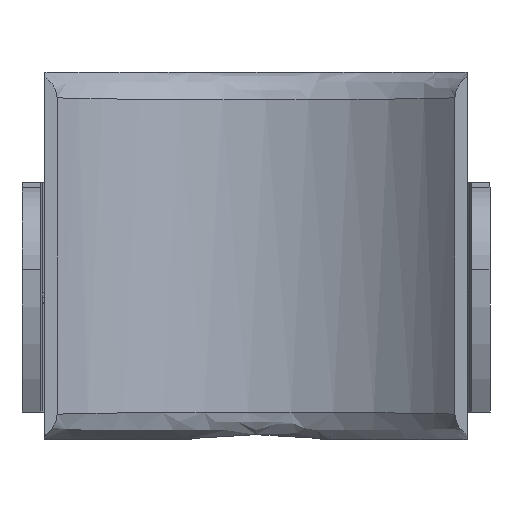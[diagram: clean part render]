
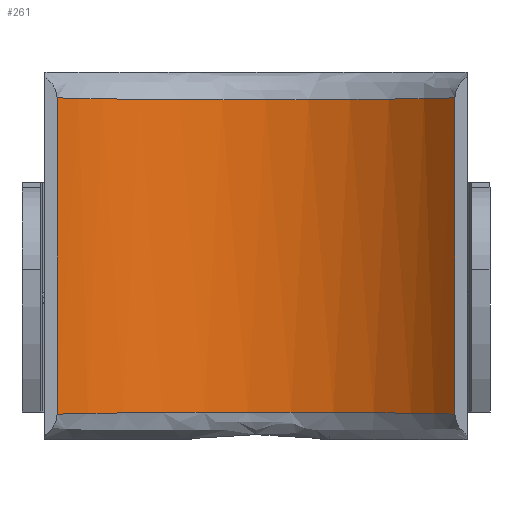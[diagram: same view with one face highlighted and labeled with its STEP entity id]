
A CAD part, front view. The second image highlights one B-rep face of the part: STEP entity #261.
In plain terms, the highlighted cylindrical face has radius 28.5 mm (diameter 57 mm), a partial arc.
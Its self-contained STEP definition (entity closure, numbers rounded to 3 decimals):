
#110 = CARTESIAN_POINT ( 'NONE',  ( 15.557, -4.598, 17.11 ) ) ;
#144 = CARTESIAN_POINT ( 'NONE',  ( -2.07, 0., 17.042 ) ) ;
#167 = CARTESIAN_POINT ( 'NONE',  ( -19.173, -7.407, 17.169 ) ) ;
#226 = CARTESIAN_POINT ( 'NONE',  ( -17.999, -6.397, -17.146 ) ) ;
#261 = ADVANCED_FACE ( 'NONE', ( #3414 ), #3355, .F. ) ;
#494 = CARTESIAN_POINT ( 'NONE',  ( 13.779, -3.547, -17.092 ) ) ;
#567 = CARTESIAN_POINT ( 'NONE',  ( 0., -28.5, 20. ) ) ;
#708 = DIRECTION ( 'NONE',  ( -1., 0., 0. ) ) ;
#720 = CARTESIAN_POINT ( 'NONE',  ( 13.779, -3.547, 17.092 ) ) ;
#743 = CARTESIAN_POINT ( 'NONE',  ( -7.095, -0.878, 17.052 ) ) ;
#772 = CARTESIAN_POINT ( 'NONE',  ( -21.008, -9.213, 17.213 ) ) ;
#804 = AXIS2_PLACEMENT_3D ( 'NONE', #567, #972, #708 ) ;
#828 = CARTESIAN_POINT ( 'NONE',  ( -15.54, -4.52, -17.108 ) ) ;
#951 = EDGE_CURVE ( 'NONE', #4513, #6472, #1813, .T. ) ;
#958 = CARTESIAN_POINT ( 'NONE',  ( 21.679, -10., 20. ) ) ;
#972 = DIRECTION ( 'NONE',  ( 0., 0., -1. ) ) ;
#1105 = CARTESIAN_POINT ( 'NONE',  ( 15.557, -4.598, -17.11 ) ) ;
#1310 = CARTESIAN_POINT ( 'NONE',  ( 12.41, -2.839, 17.08 ) ) ;
#1334 = CARTESIAN_POINT ( 'NONE',  ( -9.551, -1.643, 17.063 ) ) ;
#1401 = CARTESIAN_POINT ( 'NONE',  ( -11.465, -2.403, -17.074 ) ) ;
#1629 = CARTESIAN_POINT ( 'NONE',  ( 2.064, -0.056, -17.043 ) ) ;
#1654 = CARTESIAN_POINT ( 'NONE',  ( 18.848, -7.025, -17.159 ) ) ;
#1758 = VECTOR ( 'NONE', #6049, 1000. ) ;
#1813 = LINE ( 'NONE', #5035, #1758 ) ;
#1853 = CARTESIAN_POINT ( 'NONE',  ( 8.154, -1.114, 17.055 ) ) ;
#1873 = ORIENTED_EDGE ( 'NONE', *, *, #6450, .T. ) ;
#1884 = CARTESIAN_POINT ( 'NONE',  ( -10.994, -2.201, 17.071 ) ) ;
#1935 = CARTESIAN_POINT ( 'NONE',  ( -21.008, -9.213, -17.213 ) ) ;
#1962 = CARTESIAN_POINT ( 'NONE',  ( -10.038, -1.821, -17.065 ) ) ;
#2142 = ORIENTED_EDGE ( 'NONE', *, *, #6498, .T. ) ;
#2212 = CARTESIAN_POINT ( 'NONE',  ( 4.111, -0.293, -17.045 ) ) ;
#2215 = LINE ( 'NONE', #958, #4221 ) ;
#2241 = CARTESIAN_POINT ( 'NONE',  ( 21.679, -10., -17.234 ) ) ;
#2415 = CARTESIAN_POINT ( 'NONE',  ( 20.336, -8.426, 17.191 ) ) ;
#2442 = CARTESIAN_POINT ( 'NONE',  ( 5.129, -0.461, 17.047 ) ) ;
#2454 = CARTESIAN_POINT ( 'NONE',  ( 21.679, -10., 17.234 ) ) ;
#2467 = CARTESIAN_POINT ( 'NONE',  ( -13.787, -3.473, 17.09 ) ) ;
#2526 = CARTESIAN_POINT ( 'NONE',  ( -8.083, -1.151, -17.056 ) ) ;
#2623 = ORIENTED_EDGE ( 'NONE', *, *, #3536, .F. ) ;
#2717 = CARTESIAN_POINT ( 'NONE',  ( -21.679, -10., -17.234 ) ) ;
#2775 = CARTESIAN_POINT ( 'NONE',  ( 5.638, -0.559, -17.049 ) ) ;
#3000 = CARTESIAN_POINT ( 'NONE',  ( 3.6, -0.224, 17.045 ) ) ;
#3022 = CARTESIAN_POINT ( 'NONE',  ( -17.594, -6.073, 17.139 ) ) ;
#3064 = CARTESIAN_POINT ( 'NONE',  ( -20.297, -8.466, -17.194 ) ) ;
#3093 = CARTESIAN_POINT ( 'NONE',  ( -4.102, -0.223, -17.044 ) ) ;
#3194 = DIRECTION ( 'NONE',  ( 0., 0., -1. ) ) ;
#3243 = CARTESIAN_POINT ( 'NONE',  ( 21.679, -10., -17.234 ) ) ;
#3338 = CARTESIAN_POINT ( 'NONE',  ( 10.089, -1.767, -17.064 ) ) ;
#3355 = CYLINDRICAL_SURFACE ( 'NONE', #804, 28.5 ) ;
#3388 = B_SPLINE_CURVE_WITH_KNOTS ( 'NONE', 3,
 ( #5187, #2415, #6979, #3534, #110, #4086, #720, #4637, #1310, #5214, #1853, #5810, #2442, #6396, #3000, #6999, #3559, #144, #4109, #743, #4665, #1334, #5239, #1884, #5837, #2467, #6421, #3022, #7031, #3581, #167, #4140, #772, #4685 ),
 .UNSPECIFIED., .F., .F.,
 ( 4, 2, 2, 2, 2, 2, 2, 2, 2, 2, 2, 2, 2, 2, 2, 2, 4 ),
 ( 0., 0.006, 0.009, 0.011, 0.012, 0.018, 0.02, 0.021, 0.024, 0.031, 0.034, 0.035, 0.037, 0.043, 0.044, 0.046, 0.049 ),
 .UNSPECIFIED. ) ;
#3414 = FACE_OUTER_BOUND ( 'NONE', #6822, .T. ) ;
#3534 = CARTESIAN_POINT ( 'NONE',  ( 16.407, -5.174, 17.121 ) ) ;
#3536 = EDGE_CURVE ( 'NONE', #5655, #7464, #2215, .T. ) ;
#3559 = CARTESIAN_POINT ( 'NONE',  ( 1.034, 0., 17.042 ) ) ;
#3581 = CARTESIAN_POINT ( 'NONE',  ( -18.788, -7.063, 17.161 ) ) ;
#3634 = CARTESIAN_POINT ( 'NONE',  ( -18.788, -7.063, -17.161 ) ) ;
#3651 = CARTESIAN_POINT ( 'NONE',  ( 1.034, 0., -17.042 ) ) ;
#3882 = CARTESIAN_POINT ( 'NONE',  ( 12.87, -3.066, -17.084 ) ) ;
#4086 = CARTESIAN_POINT ( 'NONE',  ( 14.229, -3.801, 17.096 ) ) ;
#4109 = CARTESIAN_POINT ( 'NONE',  ( -4.102, -0.223, 17.044 ) ) ;
#4140 = CARTESIAN_POINT ( 'NONE',  ( -20.297, -8.466, 17.194 ) ) ;
#4184 = CARTESIAN_POINT ( 'NONE',  ( -17.594, -6.073, -17.139 ) ) ;
#4221 = VECTOR ( 'NONE', #3194, 1000. ) ;
#4445 = CARTESIAN_POINT ( 'NONE',  ( 14.229, -3.801, -17.096 ) ) ;
#4513 = VERTEX_POINT ( 'NONE', #2717 ) ;
#4637 = CARTESIAN_POINT ( 'NONE',  ( 12.87, -3.066, 17.084 ) ) ;
#4665 = CARTESIAN_POINT ( 'NONE',  ( -8.083, -1.151, 17.056 ) ) ;
#4685 = CARTESIAN_POINT ( 'NONE',  ( -21.679, -10., 17.234 ) ) ;
#4734 = CARTESIAN_POINT ( 'NONE',  ( -13.787, -3.473, -17.09 ) ) ;
#5002 = CARTESIAN_POINT ( 'NONE',  ( 16.407, -5.174, -17.121 ) ) ;
#5035 = CARTESIAN_POINT ( 'NONE',  ( -21.679, -10., 20. ) ) ;
#5187 = CARTESIAN_POINT ( 'NONE',  ( 21.679, -10., 17.234 ) ) ;
#5214 = CARTESIAN_POINT ( 'NONE',  ( 10.089, -1.767, 17.064 ) ) ;
#5239 = CARTESIAN_POINT ( 'NONE',  ( -10.038, -1.821, 17.065 ) ) ;
#5322 = CARTESIAN_POINT ( 'NONE',  ( -10.994, -2.201, -17.071 ) ) ;
#5585 = CARTESIAN_POINT ( 'NONE',  ( 3.6, -0.224, -17.045 ) ) ;
#5612 = CARTESIAN_POINT ( 'NONE',  ( 20.336, -8.426, -17.191 ) ) ;
#5655 = VERTEX_POINT ( 'NONE', #2454 ) ;
#5810 = CARTESIAN_POINT ( 'NONE',  ( 5.638, -0.559, 17.049 ) ) ;
#5837 = CARTESIAN_POINT ( 'NONE',  ( -11.465, -2.403, 17.074 ) ) ;
#5882 = CARTESIAN_POINT ( 'NONE',  ( -21.679, -10., -17.234 ) ) ;
#5915 = CARTESIAN_POINT ( 'NONE',  ( -9.551, -1.643, -17.063 ) ) ;
#6049 = DIRECTION ( 'NONE',  ( 0., 0., 1. ) ) ;
#6160 = CARTESIAN_POINT ( 'NONE',  ( 5.129, -0.461, -17.047 ) ) ;
#6396 = CARTESIAN_POINT ( 'NONE',  ( 4.111, -0.293, 17.045 ) ) ;
#6421 = CARTESIAN_POINT ( 'NONE',  ( -15.54, -4.52, 17.108 ) ) ;
#6450 = EDGE_CURVE ( 'NONE', #5655, #6472, #3388, .T. ) ;
#6472 = VERTEX_POINT ( 'NONE', #7061 ) ;
#6498 = EDGE_CURVE ( 'NONE', #4513, #7464, #6947, .T. ) ;
#6502 = CARTESIAN_POINT ( 'NONE',  ( -7.095, -0.878, -17.052 ) ) ;
#6770 = CARTESIAN_POINT ( 'NONE',  ( 8.154, -1.114, -17.055 ) ) ;
#6822 = EDGE_LOOP ( 'NONE', ( #7004, #2142, #2623, #1873 ) ) ;
#6947 = B_SPLINE_CURVE_WITH_KNOTS ( 'NONE', 3,
 ( #5882, #1935, #3064, #7080, #3634, #226, #4184, #828, #4734, #1401, #5322, #1962, #5915, #2526, #6502, #3093, #7112, #3651, #1629, #5585, #2212, #6160, #2775, #6770, #3338, #7388, #3882, #494, #4445, #1105, #5002, #1654, #5612, #2241 ),
 .UNSPECIFIED., .F., .F.,
 ( 4, 2, 2, 2, 2, 2, 2, 2, 2, 2, 2, 2, 2, 2, 2, 2, 4 ),
 ( 0., 0.003, 0.005, 0.006, 0.012, 0.014, 0.015, 0.019, 0.025, 0.028, 0.029, 0.031, 0.037, 0.039, 0.04, 0.043, 0.049 ),
 .UNSPECIFIED. ) ;
#6979 = CARTESIAN_POINT ( 'NONE',  ( 18.848, -7.025, 17.159 ) ) ;
#6999 = CARTESIAN_POINT ( 'NONE',  ( 2.064, -0.056, 17.043 ) ) ;
#7004 = ORIENTED_EDGE ( 'NONE', *, *, #951, .F. ) ;
#7031 = CARTESIAN_POINT ( 'NONE',  ( -17.999, -6.397, 17.146 ) ) ;
#7061 = CARTESIAN_POINT ( 'NONE',  ( -21.679, -10., 17.234 ) ) ;
#7080 = CARTESIAN_POINT ( 'NONE',  ( -19.173, -7.407, -17.169 ) ) ;
#7112 = CARTESIAN_POINT ( 'NONE',  ( -2.07, 0., -17.042 ) ) ;
#7388 = CARTESIAN_POINT ( 'NONE',  ( 12.41, -2.839, -17.08 ) ) ;
#7464 = VERTEX_POINT ( 'NONE', #3243 ) ;
